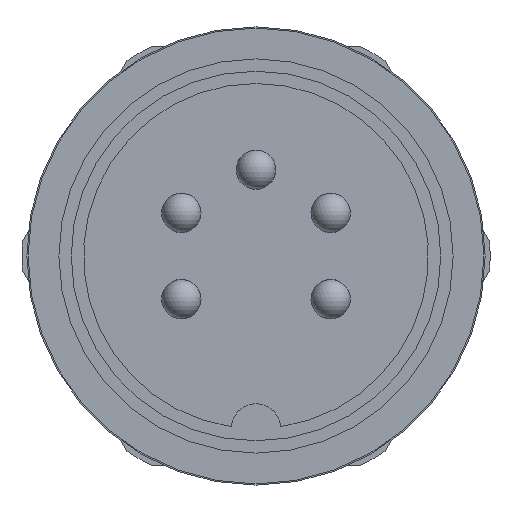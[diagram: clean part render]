
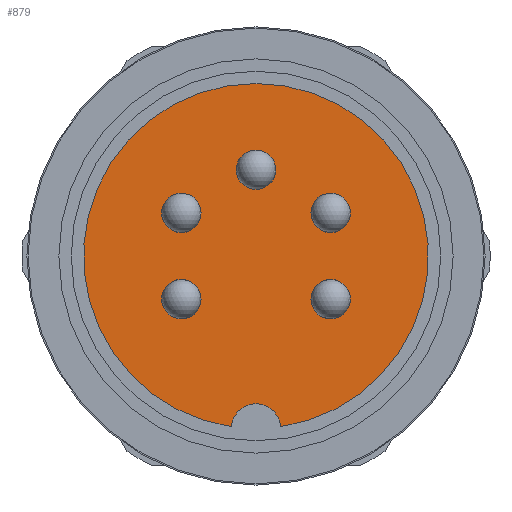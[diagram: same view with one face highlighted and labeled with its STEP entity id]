
A CAD part, front view. The second image highlights one B-rep face of the part: STEP entity #879.
In plain terms, the highlighted planar face has unit normal (0, -1, 0).
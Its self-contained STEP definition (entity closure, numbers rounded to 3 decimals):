
#533=CARTESIAN_POINT('',(0.8,-22.0,3.5));
#534=VERTEX_POINT('',#533);
#543=CARTESIAN_POINT('',(-0.8,-22.0,3.5));
#544=VERTEX_POINT('',#543);
#545=CARTESIAN_POINT('',(0.0,-22.0,3.5));
#546=DIRECTION('',(0.0,1.0,0.0));
#547=DIRECTION('',(1.0,0.0,0.0));
#548=AXIS2_PLACEMENT_3D('',#545,#546,#547);
#549=CIRCLE('',#548,0.8);
#550=EDGE_CURVE('',#544,#534,#549,.T.);
#575=CARTESIAN_POINT('',(3.83,-22.0,1.75));
#576=VERTEX_POINT('',#575);
#585=CARTESIAN_POINT('',(2.23,-22.0,1.75));
#586=VERTEX_POINT('',#585);
#587=CARTESIAN_POINT('',(3.03,-22.0,1.75));
#588=DIRECTION('',(0.0,1.0,0.0));
#589=DIRECTION('',(1.0,0.0,0.0));
#590=AXIS2_PLACEMENT_3D('',#587,#588,#589);
#591=CIRCLE('',#590,0.8);
#592=EDGE_CURVE('',#586,#576,#591,.T.);
#617=CARTESIAN_POINT('',(3.83,-22.0,-1.75));
#618=VERTEX_POINT('',#617);
#627=CARTESIAN_POINT('',(2.23,-22.0,-1.75));
#628=VERTEX_POINT('',#627);
#629=CARTESIAN_POINT('',(3.03,-22.0,-1.75));
#630=DIRECTION('',(0.0,1.0,0.0));
#631=DIRECTION('',(1.0,0.0,0.0));
#632=AXIS2_PLACEMENT_3D('',#629,#630,#631);
#633=CIRCLE('',#632,0.8);
#634=EDGE_CURVE('',#628,#618,#633,.T.);
#659=CARTESIAN_POINT('',(-2.23,-22.0,-1.75));
#660=VERTEX_POINT('',#659);
#669=CARTESIAN_POINT('',(-3.83,-22.0,-1.75));
#670=VERTEX_POINT('',#669);
#671=CARTESIAN_POINT('',(-3.03,-22.0,-1.75));
#672=DIRECTION('',(0.0,1.0,0.0));
#673=DIRECTION('',(1.0,0.0,0.0));
#674=AXIS2_PLACEMENT_3D('',#671,#672,#673);
#675=CIRCLE('',#674,0.8);
#676=EDGE_CURVE('',#670,#660,#675,.T.);
#701=CARTESIAN_POINT('',(-2.23,-22.0,1.75));
#702=VERTEX_POINT('',#701);
#711=CARTESIAN_POINT('',(-3.83,-22.0,1.75));
#712=VERTEX_POINT('',#711);
#713=CARTESIAN_POINT('',(-3.03,-22.0,1.75));
#714=DIRECTION('',(0.0,1.0,0.0));
#715=DIRECTION('',(1.0,0.0,0.0));
#716=AXIS2_PLACEMENT_3D('',#713,#714,#715);
#717=CIRCLE('',#716,0.8);
#718=EDGE_CURVE('',#712,#702,#717,.T.);
#745=CARTESIAN_POINT('',(0.,-22.0,7.));
#746=VERTEX_POINT('',#745);
#762=CARTESIAN_POINT('',(-0.997,-22.0,-6.929));
#763=VERTEX_POINT('',#762);
#770=CARTESIAN_POINT('',(0.0,-22.0,0.0));
#771=DIRECTION('',(0.0,1.0,0.0));
#772=DIRECTION('',(0.0,0.0,1.0));
#773=AXIS2_PLACEMENT_3D('',#770,#771,#772);
#774=CIRCLE('',#773,7.);
#775=EDGE_CURVE('',#763,#746,#774,.T.);
#794=CARTESIAN_POINT('',(0.997,-22.0,-6.929));
#795=VERTEX_POINT('',#794);
#802=CARTESIAN_POINT('',(0.0,-22.0,-7.));
#803=DIRECTION('',(0.0,1.0,0.0));
#804=DIRECTION('',(-0.997,0.0,0.071));
#805=AXIS2_PLACEMENT_3D('',#802,#803,#804);
#806=CIRCLE('',#805,1.0);
#807=EDGE_CURVE('',#763,#795,#806,.T.);
#813=CARTESIAN_POINT('',(0.0,-22.0,3.5));
#814=DIRECTION('',(0.0,-1.0,0.0));
#815=DIRECTION('',(0.0,0.0,-1.0));
#816=AXIS2_PLACEMENT_3D('',#813,#814,#815);
#817=PLANE('',#816);
#818=ORIENTED_EDGE('',*,*,#807,.T.);
#819=CARTESIAN_POINT('',(0.0,-22.0,0.0));
#820=DIRECTION('',(0.0,1.0,0.0));
#821=DIRECTION('',(0.0,0.0,1.0));
#822=AXIS2_PLACEMENT_3D('',#819,#820,#821);
#823=CIRCLE('',#822,7.);
#824=EDGE_CURVE('',#746,#795,#823,.T.);
#825=ORIENTED_EDGE('',*,*,#824,.F.);
#826=ORIENTED_EDGE('',*,*,#775,.F.);
#827=EDGE_LOOP('',(#818,#825,#826));
#828=FACE_OUTER_BOUND('',#827,.T.);
#829=ORIENTED_EDGE('',*,*,#550,.T.);
#830=CARTESIAN_POINT('',(0.0,-22.0,3.5));
#831=DIRECTION('',(0.0,1.0,0.0));
#832=DIRECTION('',(1.0,0.0,0.0));
#833=AXIS2_PLACEMENT_3D('',#830,#831,#832);
#834=CIRCLE('',#833,0.8);
#835=EDGE_CURVE('',#534,#544,#834,.T.);
#836=ORIENTED_EDGE('',*,*,#835,.T.);
#837=EDGE_LOOP('',(#829,#836));
#838=FACE_BOUND('',#837,.T.);
#839=ORIENTED_EDGE('',*,*,#718,.T.);
#840=CARTESIAN_POINT('',(-3.03,-22.0,1.75));
#841=DIRECTION('',(0.0,1.0,0.0));
#842=DIRECTION('',(1.0,0.0,0.0));
#843=AXIS2_PLACEMENT_3D('',#840,#841,#842);
#844=CIRCLE('',#843,0.8);
#845=EDGE_CURVE('',#702,#712,#844,.T.);
#846=ORIENTED_EDGE('',*,*,#845,.T.);
#847=EDGE_LOOP('',(#839,#846));
#848=FACE_BOUND('',#847,.T.);
#849=ORIENTED_EDGE('',*,*,#676,.T.);
#850=CARTESIAN_POINT('',(-3.03,-22.0,-1.75));
#851=DIRECTION('',(0.0,1.0,0.0));
#852=DIRECTION('',(1.0,0.0,0.0));
#853=AXIS2_PLACEMENT_3D('',#850,#851,#852);
#854=CIRCLE('',#853,0.8);
#855=EDGE_CURVE('',#660,#670,#854,.T.);
#856=ORIENTED_EDGE('',*,*,#855,.T.);
#857=EDGE_LOOP('',(#849,#856));
#858=FACE_BOUND('',#857,.T.);
#859=ORIENTED_EDGE('',*,*,#634,.T.);
#860=CARTESIAN_POINT('',(3.03,-22.0,-1.75));
#861=DIRECTION('',(0.0,1.0,0.0));
#862=DIRECTION('',(1.0,0.0,0.0));
#863=AXIS2_PLACEMENT_3D('',#860,#861,#862);
#864=CIRCLE('',#863,0.8);
#865=EDGE_CURVE('',#618,#628,#864,.T.);
#866=ORIENTED_EDGE('',*,*,#865,.T.);
#867=EDGE_LOOP('',(#859,#866));
#868=FACE_BOUND('',#867,.T.);
#869=ORIENTED_EDGE('',*,*,#592,.T.);
#870=CARTESIAN_POINT('',(3.03,-22.0,1.75));
#871=DIRECTION('',(0.0,1.0,0.0));
#872=DIRECTION('',(1.0,0.0,0.0));
#873=AXIS2_PLACEMENT_3D('',#870,#871,#872);
#874=CIRCLE('',#873,0.8);
#875=EDGE_CURVE('',#576,#586,#874,.T.);
#876=ORIENTED_EDGE('',*,*,#875,.T.);
#877=EDGE_LOOP('',(#869,#876));
#878=FACE_BOUND('',#877,.T.);
#879=ADVANCED_FACE('',(#828,#838,#848,#858,#868,#878),#817,.T.);
